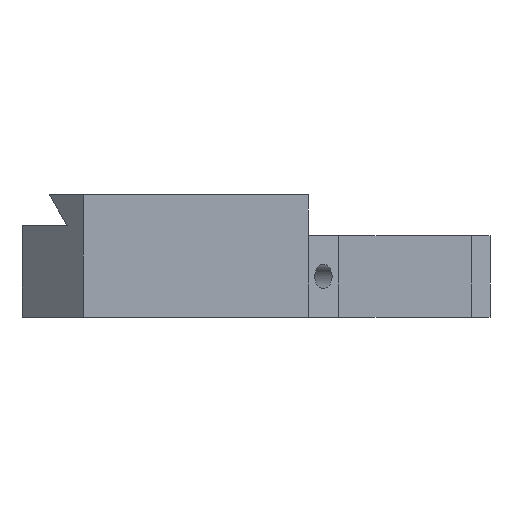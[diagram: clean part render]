
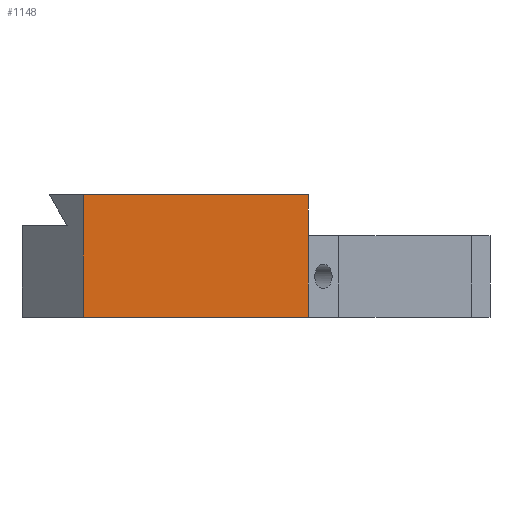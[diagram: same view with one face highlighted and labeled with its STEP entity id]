
A CAD part, left-side view. The second image highlights one B-rep face of the part: STEP entity #1148.
In plain terms, the highlighted planar face has unit normal (-1, 0, 0).
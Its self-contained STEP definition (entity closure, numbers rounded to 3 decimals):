
#24 = VERTEX_POINT('',#25);
#25 = CARTESIAN_POINT('',(-8.5,1.,5.));
#32 = PLANE('',#33);
#33 = AXIS2_PLACEMENT_3D('',#34,#35,#36);
#34 = CARTESIAN_POINT('',(-10.,-9.,5.));
#35 = DIRECTION('',(0.,0.,-1.));
#36 = DIRECTION('',(1.,0.,0.));
#44 = PLANE('',#45);
#45 = AXIS2_PLACEMENT_3D('',#46,#47,#48);
#46 = CARTESIAN_POINT('',(-10.,1.,9.));
#47 = DIRECTION('',(0.,-1.,0.));
#48 = DIRECTION('',(1.,0.,0.));
#56 = EDGE_CURVE('',#57,#24,#59,.T.);
#57 = VERTEX_POINT('',#58);
#58 = CARTESIAN_POINT('',(-8.5,12.,5.));
#59 = SURFACE_CURVE('',#60,(#64,#71),.PCURVE_S1.);
#60 = LINE('',#61,#62);
#61 = CARTESIAN_POINT('',(-8.5,-9.,5.));
#62 = VECTOR('',#63,1.);
#63 = DIRECTION('',(0.,-1.,0.));
#64 = PCURVE('',#32,#65);
#65 = DEFINITIONAL_REPRESENTATION('',(#66),#70);
#66 = LINE('',#67,#68);
#67 = CARTESIAN_POINT('',(1.5,0.));
#68 = VECTOR('',#69,1.);
#69 = DIRECTION('',(0.,1.));
#70 = ( GEOMETRIC_REPRESENTATION_CONTEXT(2) 
PARAMETRIC_REPRESENTATION_CONTEXT() REPRESENTATION_CONTEXT('2D SPACE',''
  ) );
#71 = PCURVE('',#72,#77);
#72 = PLANE('',#73);
#73 = AXIS2_PLACEMENT_3D('',#74,#75,#76);
#74 = CARTESIAN_POINT('',(-8.5,-9.,0.));
#75 = DIRECTION('',(-1.,0.,0.));
#76 = DIRECTION('',(0.,1.,0.));
#77 = DEFINITIONAL_REPRESENTATION('',(#78),#82);
#78 = LINE('',#79,#80);
#79 = CARTESIAN_POINT('',(0.,-5.));
#80 = VECTOR('',#81,1.);
#81 = DIRECTION('',(-1.,0.));
#82 = ( GEOMETRIC_REPRESENTATION_CONTEXT(2) 
PARAMETRIC_REPRESENTATION_CONTEXT() REPRESENTATION_CONTEXT('2D SPACE',''
  ) );
#100 = PLANE('',#101);
#101 = AXIS2_PLACEMENT_3D('',#102,#103,#104);
#102 = CARTESIAN_POINT('',(-8.5,12.,0.));
#103 = DIRECTION('',(-0.707,0.707,0.));
#104 = DIRECTION('',(0.707,0.707,0.));
#992 = VERTEX_POINT('',#993);
#993 = CARTESIAN_POINT('',(-8.5,1.,9.));
#1009 = PLANE('',#1010);
#1010 = AXIS2_PLACEMENT_3D('',#1011,#1012,#1013);
#1011 = CARTESIAN_POINT('',(-10.,1.,11.));
#1012 = DIRECTION('',(0.,-1.,0.));
#1013 = DIRECTION('',(1.,0.,0.));
#1021 = EDGE_CURVE('',#24,#992,#1022,.T.);
#1022 = SURFACE_CURVE('',#1023,(#1027,#1034),.PCURVE_S1.);
#1023 = LINE('',#1024,#1025);
#1024 = CARTESIAN_POINT('',(-8.5,1.,4.5));
#1025 = VECTOR('',#1026,1.);
#1026 = DIRECTION('',(0.,0.,1.));
#1027 = PCURVE('',#44,#1028);
#1028 = DEFINITIONAL_REPRESENTATION('',(#1029),#1033);
#1029 = LINE('',#1030,#1031);
#1030 = CARTESIAN_POINT('',(1.5,-4.5));
#1031 = VECTOR('',#1032,1.);
#1032 = DIRECTION('',(0.,1.));
#1033 = ( GEOMETRIC_REPRESENTATION_CONTEXT(2) 
PARAMETRIC_REPRESENTATION_CONTEXT() REPRESENTATION_CONTEXT('2D SPACE',''
  ) );
#1034 = PCURVE('',#72,#1035);
#1035 = DEFINITIONAL_REPRESENTATION('',(#1036),#1040);
#1036 = LINE('',#1037,#1038);
#1037 = CARTESIAN_POINT('',(10.,-4.5));
#1038 = VECTOR('',#1039,1.);
#1039 = DIRECTION('',(0.,-1.));
#1040 = ( GEOMETRIC_REPRESENTATION_CONTEXT(2) 
PARAMETRIC_REPRESENTATION_CONTEXT() REPRESENTATION_CONTEXT('2D SPACE',''
  ) );
#1148 = ADVANCED_FACE('',(#1149),#72,.T.);
#1149 = FACE_BOUND('',#1150,.T.);
#1150 = EDGE_LOOP('',(#1151,#1174,#1175,#1176,#1199));
#1151 = ORIENTED_EDGE('',*,*,#1152,.F.);
#1152 = EDGE_CURVE('',#57,#1153,#1155,.T.);
#1153 = VERTEX_POINT('',#1154);
#1154 = CARTESIAN_POINT('',(-8.5,12.,11.));
#1155 = SURFACE_CURVE('',#1156,(#1160,#1167),.PCURVE_S1.);
#1156 = LINE('',#1157,#1158);
#1157 = CARTESIAN_POINT('',(-8.5,12.,0.));
#1158 = VECTOR('',#1159,1.);
#1159 = DIRECTION('',(0.,0.,1.));
#1160 = PCURVE('',#72,#1161);
#1161 = DEFINITIONAL_REPRESENTATION('',(#1162),#1166);
#1162 = LINE('',#1163,#1164);
#1163 = CARTESIAN_POINT('',(21.,0.));
#1164 = VECTOR('',#1165,1.);
#1165 = DIRECTION('',(0.,-1.));
#1166 = ( GEOMETRIC_REPRESENTATION_CONTEXT(2) 
PARAMETRIC_REPRESENTATION_CONTEXT() REPRESENTATION_CONTEXT('2D SPACE',''
  ) );
#1167 = PCURVE('',#100,#1168);
#1168 = DEFINITIONAL_REPRESENTATION('',(#1169),#1173);
#1169 = LINE('',#1170,#1171);
#1170 = CARTESIAN_POINT('',(0.,0.));
#1171 = VECTOR('',#1172,1.);
#1172 = DIRECTION('',(0.,-1.));
#1173 = ( GEOMETRIC_REPRESENTATION_CONTEXT(2) 
PARAMETRIC_REPRESENTATION_CONTEXT() REPRESENTATION_CONTEXT('2D SPACE',''
  ) );
#1174 = ORIENTED_EDGE('',*,*,#56,.T.);
#1175 = ORIENTED_EDGE('',*,*,#1021,.T.);
#1176 = ORIENTED_EDGE('',*,*,#1177,.T.);
#1177 = EDGE_CURVE('',#992,#1178,#1180,.T.);
#1178 = VERTEX_POINT('',#1179);
#1179 = CARTESIAN_POINT('',(-8.5,1.,11.));
#1180 = SURFACE_CURVE('',#1181,(#1185,#1192),.PCURVE_S1.);
#1181 = LINE('',#1182,#1183);
#1182 = CARTESIAN_POINT('',(-8.5,1.,5.5));
#1183 = VECTOR('',#1184,1.);
#1184 = DIRECTION('',(0.,0.,1.));
#1185 = PCURVE('',#72,#1186);
#1186 = DEFINITIONAL_REPRESENTATION('',(#1187),#1191);
#1187 = LINE('',#1188,#1189);
#1188 = CARTESIAN_POINT('',(10.,-5.5));
#1189 = VECTOR('',#1190,1.);
#1190 = DIRECTION('',(0.,-1.));
#1191 = ( GEOMETRIC_REPRESENTATION_CONTEXT(2) 
PARAMETRIC_REPRESENTATION_CONTEXT() REPRESENTATION_CONTEXT('2D SPACE',''
  ) );
#1192 = PCURVE('',#1009,#1193);
#1193 = DEFINITIONAL_REPRESENTATION('',(#1194),#1198);
#1194 = LINE('',#1195,#1196);
#1195 = CARTESIAN_POINT('',(1.5,-5.5));
#1196 = VECTOR('',#1197,1.);
#1197 = DIRECTION('',(0.,1.));
#1198 = ( GEOMETRIC_REPRESENTATION_CONTEXT(2) 
PARAMETRIC_REPRESENTATION_CONTEXT() REPRESENTATION_CONTEXT('2D SPACE',''
  ) );
#1199 = ORIENTED_EDGE('',*,*,#1200,.T.);
#1200 = EDGE_CURVE('',#1178,#1153,#1201,.T.);
#1201 = SURFACE_CURVE('',#1202,(#1206,#1213),.PCURVE_S1.);
#1202 = LINE('',#1203,#1204);
#1203 = CARTESIAN_POINT('',(-8.5,-9.,11.));
#1204 = VECTOR('',#1205,1.);
#1205 = DIRECTION('',(0.,1.,0.));
#1206 = PCURVE('',#72,#1207);
#1207 = DEFINITIONAL_REPRESENTATION('',(#1208),#1212);
#1208 = LINE('',#1209,#1210);
#1209 = CARTESIAN_POINT('',(0.,-11.));
#1210 = VECTOR('',#1211,1.);
#1211 = DIRECTION('',(1.,0.));
#1212 = ( GEOMETRIC_REPRESENTATION_CONTEXT(2) 
PARAMETRIC_REPRESENTATION_CONTEXT() REPRESENTATION_CONTEXT('2D SPACE',''
  ) );
#1213 = PCURVE('',#1214,#1219);
#1214 = PLANE('',#1215);
#1215 = AXIS2_PLACEMENT_3D('',#1216,#1217,#1218);
#1216 = CARTESIAN_POINT('',(0.,2.415,11.));
#1217 = DIRECTION('',(-0.,-0.,-1.));
#1218 = DIRECTION('',(-1.,0.,0.));
#1219 = DEFINITIONAL_REPRESENTATION('',(#1220),#1224);
#1220 = LINE('',#1221,#1222);
#1221 = CARTESIAN_POINT('',(8.5,-11.415));
#1222 = VECTOR('',#1223,1.);
#1223 = DIRECTION('',(0.,1.));
#1224 = ( GEOMETRIC_REPRESENTATION_CONTEXT(2) 
PARAMETRIC_REPRESENTATION_CONTEXT() REPRESENTATION_CONTEXT('2D SPACE',''
  ) );
